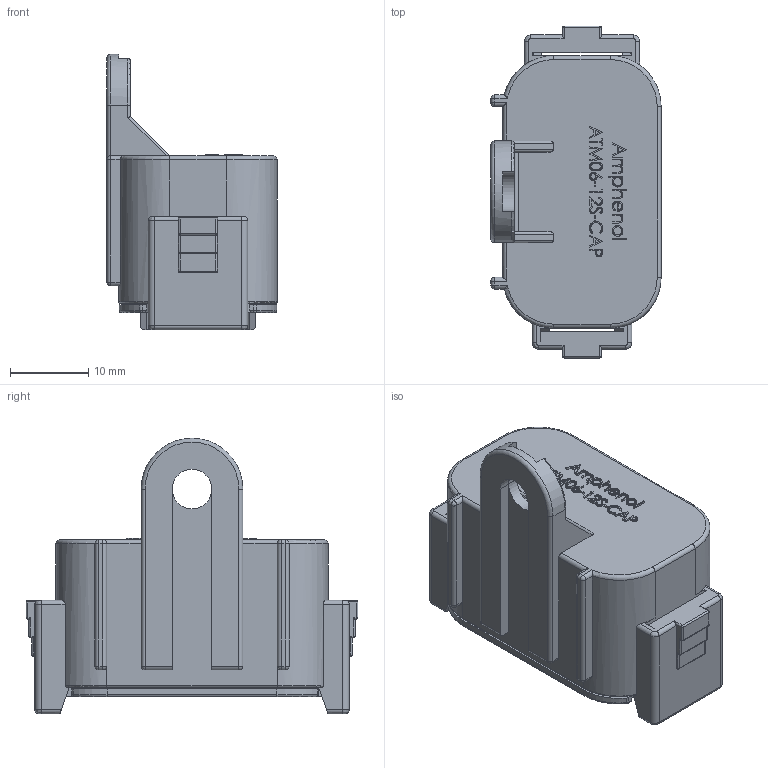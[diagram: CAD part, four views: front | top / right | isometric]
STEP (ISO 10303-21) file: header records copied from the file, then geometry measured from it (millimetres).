
FILE_DESCRIPTION((''),'2;1');
FILE_NAME('ATM06-12SB-CAP_SW0001','2020-10-16T',('OrionLi'),(''),'PRO/ENGINEER BY PARAMETRIC TECHNOLOGY CORPORATION, 2016360','PRO/ENGINEER BY PARAMETRIC TECHNOLOGY CORPORATION, 2016360','');
FILE_SCHEMA(('CONFIG_CONTROL_DESIGN'));
Length unit declared in the file: inch
Products named in the file (1): ATM06-12SB-CAP_SW0001
Bounding box: 21.79 x 42.48 x 35.25 mm (x, y, z)
Volume: 7583.7 mm3; surface area: 7097.7 mm2
Topology: 1 solids, 1 shells, 744 faces, 1991 edges, 1241 vertices
Faces by surface type: plane 366, cylinder 168, extrusion 113, torus 33, sphere 26, cone 24, bspline 14
Entity records: 27527 total; most frequent: CARTESIAN_POINT 9546, ORIENTED_EDGE 3930, DIRECTION 3328, EDGE_CURVE 1965, VECTOR 1386, LINE 1273, VERTEX_POINT 1241, AXIS2_PLACEMENT_3D 971
